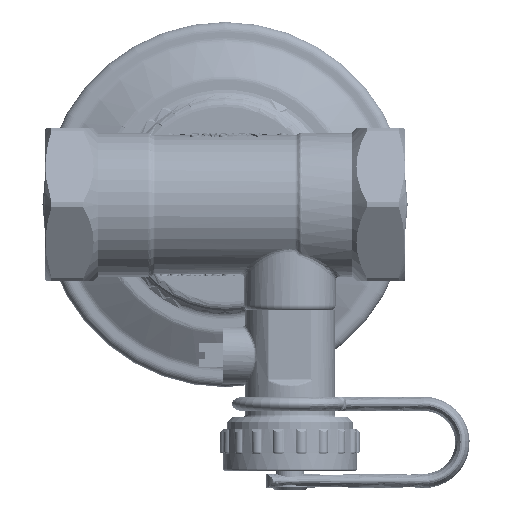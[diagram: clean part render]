
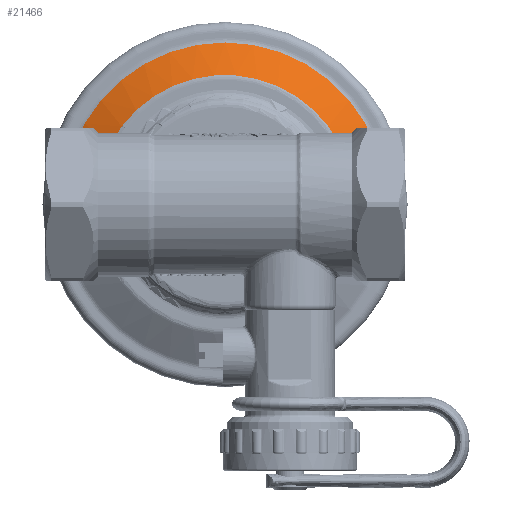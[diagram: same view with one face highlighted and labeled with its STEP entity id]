
A CAD part, front view. The second image highlights one B-rep face of the part: STEP entity #21466.
In plain terms, the highlighted conical face has half-angle 60 degrees and reference radius 30.354 mm.
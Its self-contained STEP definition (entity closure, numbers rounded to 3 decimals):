
#5181=CARTESIAN_POINT('',(0.,18.468,0.));
#5182=DIRECTION('',(0.,1.,0.));
#5183=DIRECTION('',(-0.99,0.,0.144));
#5184=AXIS2_PLACEMENT_3D('',#5181,#5182,#5183);
#5186=CARTESIAN_POINT('',(-30.256,20.513,3.904));
#5187=CARTESIAN_POINT('',(-29.849,20.28,3.903));
#5188=CARTESIAN_POINT('',(-29.041,19.817,3.9));
#5189=CARTESIAN_POINT('',(-27.85,19.136,3.896));
#5190=CARTESIAN_POINT('',(-27.069,18.689,3.893));
#5191=CARTESIAN_POINT('',(-26.682,18.468,3.892));
#5193=CARTESIAN_POINT('',(-32.751,21.828,1.466));
#5194=CARTESIAN_POINT('',(-32.751,21.832,1.629));
#5195=CARTESIAN_POINT('',(-32.719,21.823,1.953));
#5196=CARTESIAN_POINT('',(-32.565,21.754,2.441));
#5197=CARTESIAN_POINT('',(-32.3,21.623,2.902));
#5198=CARTESIAN_POINT('',(-31.926,21.431,3.311));
#5199=CARTESIAN_POINT('',(-31.448,21.177,3.638));
#5200=CARTESIAN_POINT('',(-30.877,20.865,3.855));
#5201=CARTESIAN_POINT('',(-30.469,20.635,3.905));
#5202=CARTESIAN_POINT('',(-30.256,20.513,3.904));
#5204=CARTESIAN_POINT('',(-32.75,21.808,0.));
#5205=CARTESIAN_POINT('',(-32.75,21.808,
0.163));
#5206=CARTESIAN_POINT('',(-32.75,21.81,
0.489));
#5207=CARTESIAN_POINT('',(-32.75,21.816,
0.978));
#5208=CARTESIAN_POINT('',(-32.751,21.824,1.304));
#5209=CARTESIAN_POINT('',(-32.751,21.828,1.466));
#5211=CARTESIAN_POINT('',(0.,22.382,0.));
#5212=DIRECTION('',(0.,-1.,0.));
#5213=DIRECTION('',(1.,0.,0.));
#5214=AXIS2_PLACEMENT_3D('',#5211,#5212,#5213);
#5216=CARTESIAN_POINT('',(32.751,21.828,1.466));
#5217=CARTESIAN_POINT('',(32.751,21.824,1.304));
#5218=CARTESIAN_POINT('',(32.75,21.816,0.978));
#5219=CARTESIAN_POINT('',(32.75,21.81,0.489));
#5220=CARTESIAN_POINT('',(32.75,21.808,0.163));
#5221=CARTESIAN_POINT('',(32.75,21.808,0.));
#5223=CARTESIAN_POINT('',(30.256,20.513,3.904));
#5224=CARTESIAN_POINT('',(30.469,20.635,3.905));
#5225=CARTESIAN_POINT('',(30.877,20.865,3.855));
#5226=CARTESIAN_POINT('',(31.448,21.177,3.638));
#5227=CARTESIAN_POINT('',(31.926,21.431,3.31));
#5228=CARTESIAN_POINT('',(32.301,21.623,2.902));
#5229=CARTESIAN_POINT('',(32.565,21.754,2.441));
#5230=CARTESIAN_POINT('',(32.719,21.823,1.952));
#5231=CARTESIAN_POINT('',(32.751,21.832,1.629));
#5232=CARTESIAN_POINT('',(32.751,21.828,1.466));
#5234=CARTESIAN_POINT('',(26.682,18.468,3.892));
#5235=CARTESIAN_POINT('',(27.069,18.689,3.893));
#5236=CARTESIAN_POINT('',(27.85,19.136,3.896));
#5237=CARTESIAN_POINT('',(29.041,19.817,3.9));
#5238=CARTESIAN_POINT('',(29.849,20.28,3.903));
#5239=CARTESIAN_POINT('',(30.256,20.513,3.904));
#5302=CARTESIAN_POINT('',(32.75,21.808,0.));
#5309=DIRECTION('',(0.866,0.5,0.));
#5310=VECTOR('',#5309,1.147);
#5311=CARTESIAN_POINT('',(32.75,21.808,0.));
#5312=LINE('',#5311,#5310);
#5318=DIRECTION('',(-0.866,0.5,0.));
#5319=VECTOR('',#5318,1.147);
#5320=CARTESIAN_POINT('',(-32.75,21.808,0.));
#5321=LINE('',#5320,#5319);
#14748=CARTESIAN_POINT('',(33.744,22.382,0.));
#14749=CARTESIAN_POINT('',(-33.744,22.382,0.));
#14750=VERTEX_POINT('',#14748);
#14751=VERTEX_POINT('',#14749);
#14876=CARTESIAN_POINT('',(-26.682,18.468,
3.892));
#14877=CARTESIAN_POINT('',(26.682,18.468,3.892));
#14878=VERTEX_POINT('',#14876);
#14879=VERTEX_POINT('',#14877);
#16841=VERTEX_POINT('',#5302);
#16843=VERTEX_POINT('',#5216);
#16844=VERTEX_POINT('',#5223);
#16857=VERTEX_POINT('',#5186);
#16859=VERTEX_POINT('',#5193);
#16861=VERTEX_POINT('',#5204);
#21444=CARTESIAN_POINT('',(0.,20.425,0.));
#21445=DIRECTION('',(0.,1.,0.));
#21446=DIRECTION('',(1.,0.,0.));
#21447=AXIS2_PLACEMENT_3D('',#21444,#21445,#21446);
#21448=CONICAL_SURFACE('',#21447,30.354,60.);
#21450=ORIENTED_EDGE('',*,*,#21449,.F.);
#21451=ORIENTED_EDGE('',*,*,#21372,.F.);
#21452=ORIENTED_EDGE('',*,*,#21426,.F.);
#21453=ORIENTED_EDGE('',*,*,#19871,.F.);
#21455=ORIENTED_EDGE('',*,*,#21454,.T.);
#21457=ORIENTED_EDGE('',*,*,#21456,.F.);
#21459=ORIENTED_EDGE('',*,*,#21458,.F.);
#21461=ORIENTED_EDGE('',*,*,#21460,.F.);
#21462=ORIENTED_EDGE('',*,*,#20943,.F.);
#21463=ORIENTED_EDGE('',*,*,#20978,.F.);
#21464=EDGE_LOOP('',(#21450,#21451,#21452,#21453,#21455,#21457,#21459,#21461,
#21462,#21463));
#21465=FACE_OUTER_BOUND('',#21464,.F.);
#21466=ADVANCED_FACE('',(#21465),#21448,.T.);
#5185=CIRCLE('',#5184,26.964);
#5192=B_SPLINE_CURVE_WITH_KNOTS('',3,(#5186,#5187,#5188,#5189,#5190,#5191),
.UNSPECIFIED.,.F.,.F.,(4,1,1,4),(0.,0.333,0.667,1.),
.UNSPECIFIED.);
#5203=B_SPLINE_CURVE_WITH_KNOTS('',3,(#5193,#5194,#5195,#5196,#5197,#5198,#5199,
#5200,#5201,#5202),.UNSPECIFIED.,.F.,.F.,(4,1,1,1,1,1,1,4),(0.,
0.143,0.286,0.429,0.571,
0.714,0.857,1.),.UNSPECIFIED.);
#5210=B_SPLINE_CURVE_WITH_KNOTS('',3,(#5204,#5205,#5206,#5207,#5208,#5209),
.UNSPECIFIED.,.F.,.F.,(4,1,1,4),(0.,0.333,0.667,1.),
.UNSPECIFIED.);
#5215=CIRCLE('',#5214,33.744);
#5222=B_SPLINE_CURVE_WITH_KNOTS('',3,(#5216,#5217,#5218,#5219,#5220,#5221),
.UNSPECIFIED.,.F.,.F.,(4,1,1,4),(0.,0.333,0.667,1.),
.UNSPECIFIED.);
#5233=B_SPLINE_CURVE_WITH_KNOTS('',3,(#5223,#5224,#5225,#5226,#5227,#5228,#5229,
#5230,#5231,#5232),.UNSPECIFIED.,.F.,.F.,(4,1,1,1,1,1,1,4),(0.,
0.143,0.286,0.429,0.571,
0.714,0.857,1.),.UNSPECIFIED.);
#5240=B_SPLINE_CURVE_WITH_KNOTS('',3,(#5234,#5235,#5236,#5237,#5238,#5239),
.UNSPECIFIED.,.F.,.F.,(4,1,1,4),(0.,0.333,0.667,1.),
.UNSPECIFIED.);
#19871=EDGE_CURVE('',#16861,#16859,#5210,.T.);
#20943=EDGE_CURVE('',#16844,#16843,#5233,.T.);
#20978=EDGE_CURVE('',#14879,#16844,#5240,.T.);
#21372=EDGE_CURVE('',#16857,#14878,#5192,.T.);
#21426=EDGE_CURVE('',#16859,#16857,#5203,.T.);
#21449=EDGE_CURVE('',#14878,#14879,#5185,.T.);
#21454=EDGE_CURVE('',#16861,#14751,#5321,.T.);
#21456=EDGE_CURVE('',#14750,#14751,#5215,.T.);
#21458=EDGE_CURVE('',#16841,#14750,#5312,.T.);
#21460=EDGE_CURVE('',#16843,#16841,#5222,.T.);
